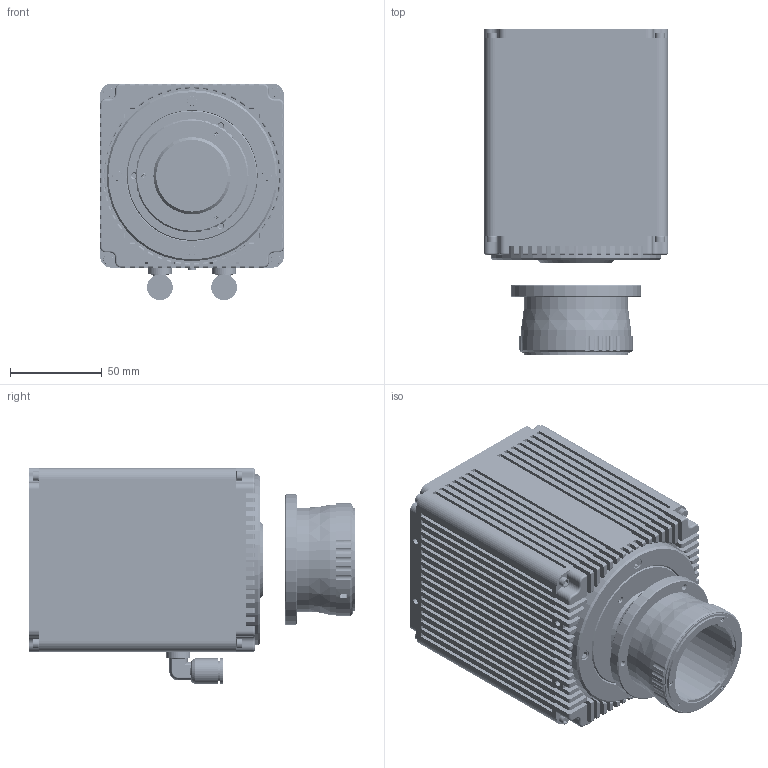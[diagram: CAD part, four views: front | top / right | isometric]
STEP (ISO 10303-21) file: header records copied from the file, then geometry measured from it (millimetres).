
FILE_DESCRIPTION (( 'STEP AP203' ), '1' );
FILE_NAME ('680803.STEP', '2025-09-08T01:31:34', ( 'Windows User' ), ( 'P R C' ), 'SwSTEP 2.0', 'SolidWorks 2024', '' );
FILE_SCHEMA (( 'CONFIG_CONTROL_DESIGN' ));
Length unit declared in the file: millimetre
Products named in the file (66): 68080328.stp; 68080319.stp; 68080353.stp; 68080363.stp; 6808036.stp; 68080336.stp; 68080341.stp; 68080364.stp; 68080312.stp; 68080352.stp; 68080355.stp; 68080357.stp; 68080340.stp; 68080359.stp; 68080338.stp; 68080329.stp; 68080347.stp; 68080334.stp; 68080323.stp; 68080356.stp; 680803; 6808032.stp; 68080333.stp; 68080337.stp; 68080314.stp; 68080321.stp; 68080330.stp; 68080325.stp; 68080351.stp; 6808033.stp; 68080345.stp; 68080326.stp; 68080311.stp; 68080313.stp; 68080348.stp; 68080335.stp; 68080354.stp; 68080361.stp; 6808039.stp; 6808034.stp ...
Assembly tree (65 placements, depth 3):
  680803
    680803.stp
      6808031.stp
      6808032.stp
      6808033.stp
      6808034.stp
      6808035.stp
      6808036.stp
      6808037.stp
      6808038.stp
      6808039.stp
      68080310.stp
      68080311.stp
      68080312.stp
      68080313.stp
      68080314.stp
      68080315.stp
      68080316.stp
      68080317.stp
      68080318.stp
      68080319.stp
      68080320.stp
      68080321.stp
      68080322.stp
      68080323.stp
      68080324.stp
      68080325.stp
      68080326.stp
      68080327.stp
      68080328.stp
      68080329.stp
      68080330.stp
      68080331.stp
      68080332.stp
      68080333.stp
      68080334.stp
      68080335.stp
      68080336.stp
      68080337.stp
      68080338.stp
      68080339.stp
      68080340.stp
      68080341.stp
      68080342.stp
      68080343.stp
      68080344.stp
      68080345.stp
      68080346.stp
      68080347.stp
      68080348.stp
      68080349.stp
      68080350.stp
      68080351.stp
      68080352.stp
      68080353.stp
      68080354.stp
      68080355.stp
      68080356.stp
      68080357.stp
      68080358.stp
Bounding box: 100 x 177.38 x 117.7 mm (x, y, z)
Volume: 1003063.2 mm3; surface area: 252717 mm2
Topology: 64 solids, 66 shells, 5520 faces, 14620 edges, 9493 vertices
Faces by surface type: plane 3348, cylinder 1705, torus 170, cone 130, bspline 121, sphere 46
Entity records: 210177 total; most frequent: CARTESIAN_POINT 64747, ORIENTED_EDGE 29158, DIRECTION 27908, EDGE_CURVE 14579, VECTOR 10214, LINE 10214, VERTEX_POINT 9493, AXIS2_PLACEMENT_3D 8847
